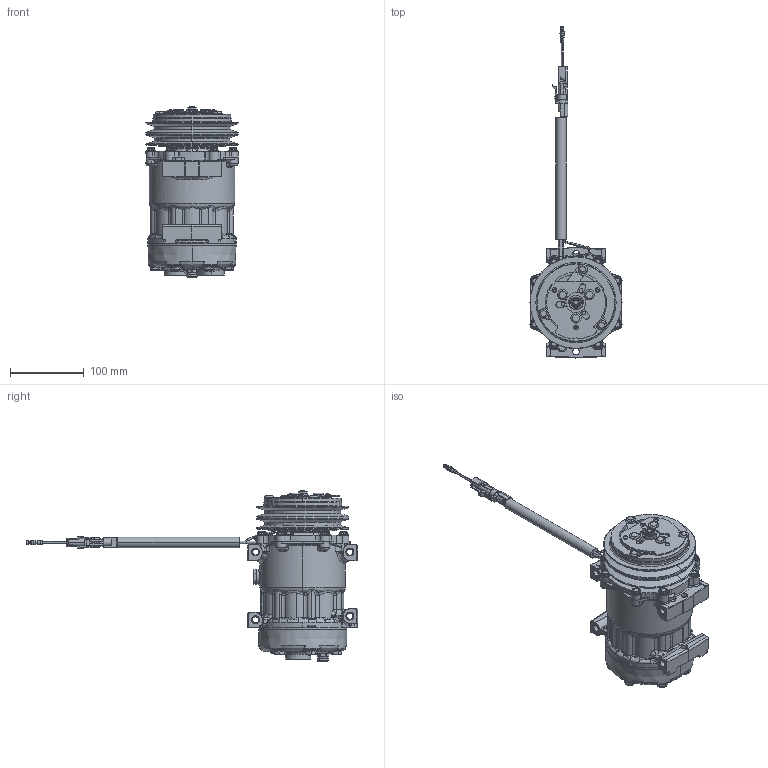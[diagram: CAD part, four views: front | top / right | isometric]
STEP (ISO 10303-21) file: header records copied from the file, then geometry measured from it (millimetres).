
FILE_DESCRIPTION (( 'STEP AP203' ), '1' );
FILE_NAME ('SANDEN_4419_REV_F_COMPR_AC.STEP', '2010-01-29T16:27:56', ( '' ), ( '' ), 'SwSTEP 2.0', 'SolidWorks 2007', '' );
FILE_SCHEMA (( 'CONFIG_CONTROL_DESIGN' ));
Products named in the file (1): SANDEN_4419_REV_F_COMPR_AC
Bounding box: 125 x 450.83 x 231.04 mm (x, y, z)
Volume: 2261082.8 mm3; surface area: 263727.3 mm2
Topology: 1 solids, 9 shells, 2672 faces, 6756 edges, 4115 vertices
Faces by surface type: bspline 894, plane 721, cylinder 685, cone 321, torus 51
Entity records: 171025 total; most frequent: CARTESIAN_POINT 114513, ORIENTED_EDGE 13398, DIRECTION 9656, EDGE_CURVE 6699, VERTEX_POINT 4115, AXIS2_PLACEMENT_3D 3818, EDGE_LOOP 2836, ADVANCED_FACE 2672
